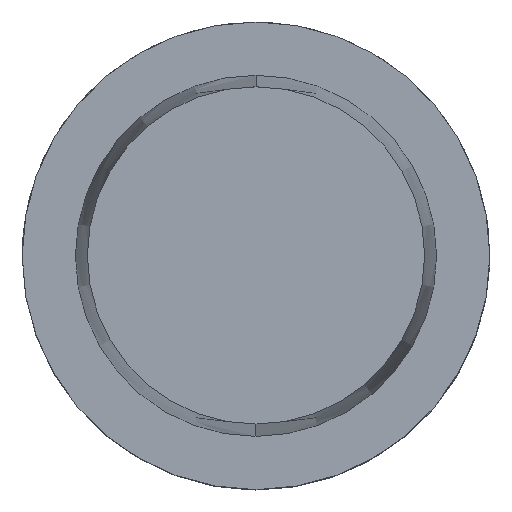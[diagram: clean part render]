
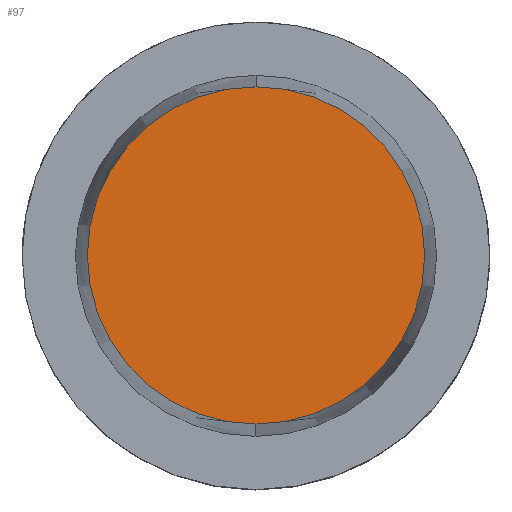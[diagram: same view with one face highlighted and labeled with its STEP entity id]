
A CAD part, top view. The second image highlights one B-rep face of the part: STEP entity #97.
In plain terms, the highlighted planar face has unit normal (0, 0, 1).
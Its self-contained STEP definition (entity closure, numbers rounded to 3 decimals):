
#53=PLANE('',#422);
#97=ADVANCED_FACE('',(#115),#53,.F.);
#115=FACE_OUTER_BOUND('',#144,.T.);
#144=EDGE_LOOP('',(#233,#234));
#176=CIRCLE('',#420,22.717);
#177=CIRCLE('',#421,22.717);
#233=ORIENTED_EDGE('',*,*,#323,.T.);
#234=ORIENTED_EDGE('',*,*,#324,.T.);
#285=VERTEX_POINT('',#624);
#286=VERTEX_POINT('',#625);
#323=EDGE_CURVE('',#285,#286,#176,.T.);
#324=EDGE_CURVE('',#286,#285,#177,.T.);
#420=AXIS2_PLACEMENT_3D('',#623,#521,#522);
#421=AXIS2_PLACEMENT_3D('',#626,#523,#524);
#422=AXIS2_PLACEMENT_3D('',#627,#525,#526);
#521=DIRECTION('',(0.,0.,1.));
#522=DIRECTION('',(-1.,0.,0.));
#523=DIRECTION('',(0.,0.,1.));
#524=DIRECTION('',(-1.,0.,0.));
#525=DIRECTION('',(0.,0.,-1.));
#526=DIRECTION('',(0.,-1.,0.));
#623=CARTESIAN_POINT('',(0.,0.,32.));
#624=CARTESIAN_POINT('',(0.,22.717,32.));
#625=CARTESIAN_POINT('',(0.,-22.717,32.));
#626=CARTESIAN_POINT('',(0.,0.,32.));
#627=CARTESIAN_POINT('',(0.,0.,32.));
